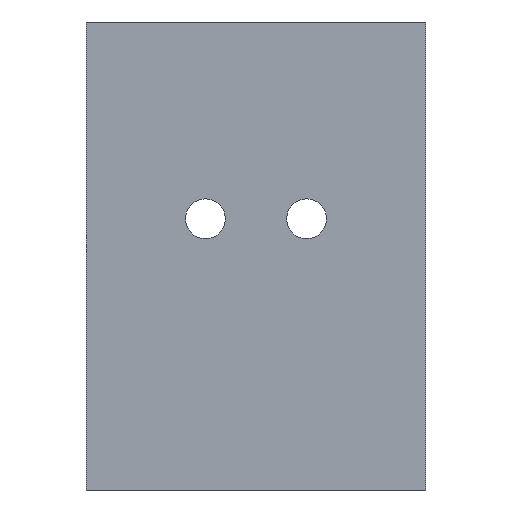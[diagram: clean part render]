
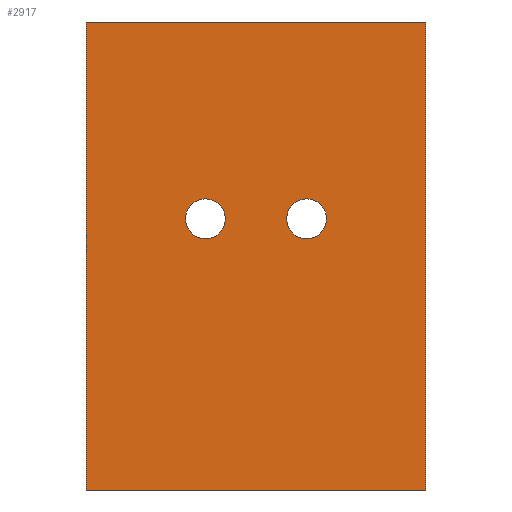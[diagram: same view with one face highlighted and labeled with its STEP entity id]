
A CAD part, front view. The second image highlights one B-rep face of the part: STEP entity #2917.
In plain terms, the highlighted planar face has unit normal (0, -1, 0).
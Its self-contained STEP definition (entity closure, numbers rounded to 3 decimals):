
#10 = AXIS2_PLACEMENT_3D ( 'NONE', #1612, #2775, #3001 ) ;
#71 = DIRECTION ( 'NONE',  ( 0., 0., 1. ) ) ;
#191 = CIRCLE ( 'NONE', #3193, 0.75 ) ;
#265 = VECTOR ( 'NONE', #1158, 1000. ) ;
#282 = CARTESIAN_POINT ( 'NONE',  ( -0.57, 0., -17.6 ) ) ;
#284 = VERTEX_POINT ( 'NONE', #1291 ) ;
#323 = EDGE_CURVE ( 'NONE', #284, #997, #2773, .T. ) ;
#414 = AXIS2_PLACEMENT_3D ( 'NONE', #1745, #1728, #1702 ) ;
#469 = CIRCLE ( 'NONE', #1066, 0.75 ) ;
#568 = VERTEX_POINT ( 'NONE', #3378 ) ;
#629 = FACE_BOUND ( 'NONE', #3017, .T. ) ;
#643 = VERTEX_POINT ( 'NONE', #2922 ) ;
#717 = FACE_OUTER_BOUND ( 'NONE', #2705, .T. ) ;
#869 = CARTESIAN_POINT ( 'NONE',  ( -0.57, 0., 0. ) ) ;
#881 = EDGE_CURVE ( 'NONE', #1966, #917, #1237, .T. ) ;
#915 = CARTESIAN_POINT ( 'NONE',  ( 7.71, 0., -8.15 ) ) ;
#917 = VERTEX_POINT ( 'NONE', #869 ) ;
#926 = PLANE ( 'NONE',  #2572 ) ;
#964 = DIRECTION ( 'NONE',  ( 0., 1., 0. ) ) ;
#997 = VERTEX_POINT ( 'NONE', #915 ) ;
#1000 = CARTESIAN_POINT ( 'NONE',  ( 11.61, 0., -17.6 ) ) ;
#1007 = CARTESIAN_POINT ( 'NONE',  ( 11.61, 0., 0. ) ) ;
#1012 = DIRECTION ( 'NONE',  ( -1., 0., 0. ) ) ;
#1019 = DIRECTION ( 'NONE',  ( 0., 0., 1. ) ) ;
#1066 = AXIS2_PLACEMENT_3D ( 'NONE', #2611, #2764, #2768 ) ;
#1080 = LINE ( 'NONE', #1000, #1084 ) ;
#1084 = VECTOR ( 'NONE', #1012, 1000. ) ;
#1158 = DIRECTION ( 'NONE',  ( -1., 0., 0. ) ) ;
#1186 = EDGE_CURVE ( 'NONE', #643, #568, #469, .T. ) ;
#1237 = LINE ( 'NONE', #282, #1384 ) ;
#1291 = CARTESIAN_POINT ( 'NONE',  ( 7.71, 0., -6.65 ) ) ;
#1300 = EDGE_CURVE ( 'NONE', #568, #643, #191, .T. ) ;
#1323 = EDGE_LOOP ( 'NONE', ( #2509, #3528 ) ) ;
#1377 = EDGE_CURVE ( 'NONE', #997, #284, #3665, .T. ) ;
#1384 = VECTOR ( 'NONE', #71, 1000. ) ;
#1535 = DIRECTION ( 'NONE',  ( 0., 0., -1. ) ) ;
#1591 = EDGE_CURVE ( 'NONE', #3593, #1652, #2502, .T. ) ;
#1612 = CARTESIAN_POINT ( 'NONE',  ( 7.71, 0., -7.4 ) ) ;
#1652 = VERTEX_POINT ( 'NONE', #2868 ) ;
#1702 = DIRECTION ( 'NONE',  ( 0., 0., 1. ) ) ;
#1728 = DIRECTION ( 'NONE',  ( 0., -1., 0. ) ) ;
#1741 = CARTESIAN_POINT ( 'NONE',  ( 12.18, 0., 0. ) ) ;
#1745 = CARTESIAN_POINT ( 'NONE',  ( 7.71, 0., -7.4 ) ) ;
#1966 = VERTEX_POINT ( 'NONE', #2879 ) ;
#2125 = CARTESIAN_POINT ( 'NONE',  ( 12.18, 0., 0. ) ) ;
#2188 = EDGE_CURVE ( 'NONE', #1652, #1966, #1080, .T. ) ;
#2189 = FACE_BOUND ( 'NONE', #1323, .T. ) ;
#2320 = ORIENTED_EDGE ( 'NONE', *, *, #323, .F. ) ;
#2339 = DIRECTION ( 'NONE',  ( 0., 0., 1. ) ) ;
#2404 = ORIENTED_EDGE ( 'NONE', *, *, #1377, .F. ) ;
#2502 = LINE ( 'NONE', #1741, #3236 ) ;
#2509 = ORIENTED_EDGE ( 'NONE', *, *, #1186, .F. ) ;
#2572 = AXIS2_PLACEMENT_3D ( 'NONE', #1007, #964, #1019 ) ;
#2611 = CARTESIAN_POINT ( 'NONE',  ( 3.9, 0., -7.4 ) ) ;
#2705 = EDGE_LOOP ( 'NONE', ( #3358, #3433, #3514, #2750 ) ) ;
#2750 = ORIENTED_EDGE ( 'NONE', *, *, #1591, .F. ) ;
#2764 = DIRECTION ( 'NONE',  ( 0., -1., 0. ) ) ;
#2768 = DIRECTION ( 'NONE',  ( 0., 0., 1. ) ) ;
#2773 = CIRCLE ( 'NONE', #10, 0.75 ) ;
#2775 = DIRECTION ( 'NONE',  ( 0., -1., 0. ) ) ;
#2868 = CARTESIAN_POINT ( 'NONE',  ( 12.18, 0., -17.6 ) ) ;
#2879 = CARTESIAN_POINT ( 'NONE',  ( -0.57, 0., -17.6 ) ) ;
#2917 = ADVANCED_FACE ( 'NONE', ( #629, #2189, #717 ), #926, .F. ) ;
#2922 = CARTESIAN_POINT ( 'NONE',  ( 3.9, 0., -6.65 ) ) ;
#3001 = DIRECTION ( 'NONE',  ( 0., 0., 1. ) ) ;
#3017 = EDGE_LOOP ( 'NONE', ( #2320, #2404 ) ) ;
#3091 = CARTESIAN_POINT ( 'NONE',  ( 3.9, 0., -7.4 ) ) ;
#3173 = DIRECTION ( 'NONE',  ( 0., -1., 0. ) ) ;
#3193 = AXIS2_PLACEMENT_3D ( 'NONE', #3091, #3173, #2339 ) ;
#3236 = VECTOR ( 'NONE', #1535, 1000. ) ;
#3358 = ORIENTED_EDGE ( 'NONE', *, *, #3421, .T. ) ;
#3378 = CARTESIAN_POINT ( 'NONE',  ( 3.9, 0., -8.15 ) ) ;
#3388 = CARTESIAN_POINT ( 'NONE',  ( 11.61, 0., 0. ) ) ;
#3395 = LINE ( 'NONE', #3388, #265 ) ;
#3421 = EDGE_CURVE ( 'NONE', #3593, #917, #3395, .T. ) ;
#3433 = ORIENTED_EDGE ( 'NONE', *, *, #881, .F. ) ;
#3514 = ORIENTED_EDGE ( 'NONE', *, *, #2188, .F. ) ;
#3528 = ORIENTED_EDGE ( 'NONE', *, *, #1300, .F. ) ;
#3593 = VERTEX_POINT ( 'NONE', #2125 ) ;
#3665 = CIRCLE ( 'NONE', #414, 0.75 ) ;
